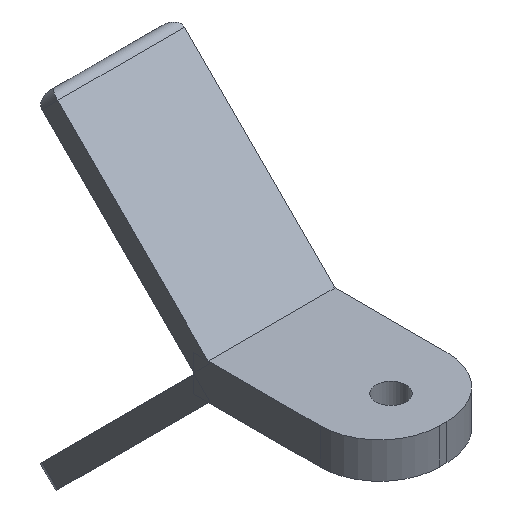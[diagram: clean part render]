
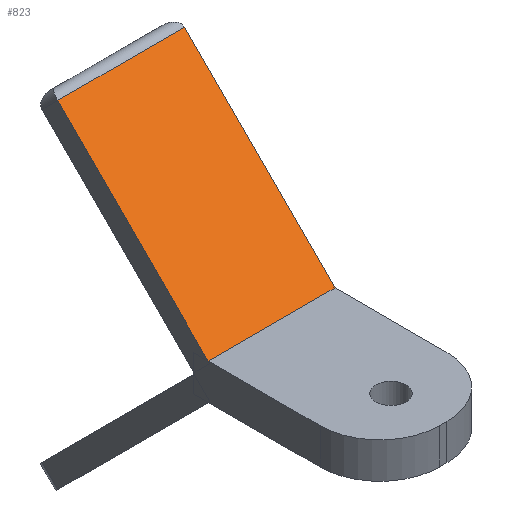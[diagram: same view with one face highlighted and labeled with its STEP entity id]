
A CAD part, isometric view. The second image highlights one B-rep face of the part: STEP entity #823.
In plain terms, the highlighted planar face has unit normal (0, -0.707, 0.707).
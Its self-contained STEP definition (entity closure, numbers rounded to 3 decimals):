
#24 = VERTEX_POINT('',#25);
#25 = CARTESIAN_POINT('',(0.,23.,4.8));
#44 = PLANE('',#45);
#45 = AXIS2_PLACEMENT_3D('',#46,#47,#48);
#46 = CARTESIAN_POINT('',(0.,0.,4.8));
#47 = DIRECTION('',(0.,0.,1.));
#48 = DIRECTION('',(1.,0.,0.));
#376 = VERTEX_POINT('',#377);
#377 = CARTESIAN_POINT('',(17.,23.,4.8));
#403 = EDGE_CURVE('',#376,#24,#404,.T.);
#404 = SURFACE_CURVE('',#405,(#409,#415),.PCURVE_S1.);
#405 = LINE('',#406,#407);
#406 = CARTESIAN_POINT('',(0.,23.,4.8));
#407 = VECTOR('',#408,1.);
#408 = DIRECTION('',(-1.,0.,0.));
#409 = PCURVE('',#44,#410);
#410 = DEFINITIONAL_REPRESENTATION('',(#411),#414);
#411 = B_SPLINE_CURVE_WITH_KNOTS('',1,(#412,#413),.UNSPECIFIED.,.F.,.F.,
  (2,2),(-17.,0.),.PIECEWISE_BEZIER_KNOTS.);
#412 = CARTESIAN_POINT('',(17.,23.));
#413 = CARTESIAN_POINT('',(0.,23.));
#414 = ( GEOMETRIC_REPRESENTATION_CONTEXT(2) 
PARAMETRIC_REPRESENTATION_CONTEXT() REPRESENTATION_CONTEXT('2D SPACE',''
  ) );
#415 = PCURVE('',#416,#421);
#416 = PLANE('',#417);
#417 = AXIS2_PLACEMENT_3D('',#418,#419,#420);
#418 = CARTESIAN_POINT('',(0.,22.8,4.6));
#419 = DIRECTION('',(0.,0.707,-0.707));
#420 = DIRECTION('',(0.,0.707,0.707));
#421 = DEFINITIONAL_REPRESENTATION('',(#422),#425);
#422 = B_SPLINE_CURVE_WITH_KNOTS('',1,(#423,#424),.UNSPECIFIED.,.F.,.F.,
  (2,2),(-17.,0.),.PIECEWISE_BEZIER_KNOTS.);
#423 = CARTESIAN_POINT('',(0.283,17.));
#424 = CARTESIAN_POINT('',(0.283,0.));
#425 = ( GEOMETRIC_REPRESENTATION_CONTEXT(2) 
PARAMETRIC_REPRESENTATION_CONTEXT() REPRESENTATION_CONTEXT('2D SPACE',''
  ) );
#477 = PLANE('',#478);
#478 = AXIS2_PLACEMENT_3D('',#479,#480,#481);
#479 = CARTESIAN_POINT('',(0.,22.8,4.6));
#480 = DIRECTION('',(1.,0.,0.));
#481 = DIRECTION('',(0.,0.707,0.707));
#823 = ADVANCED_FACE('',(#824),#416,.F.);
#824 = FACE_BOUND('',#825,.F.);
#825 = EDGE_LOOP('',(#826,#854,#855,#878));
#826 = ORIENTED_EDGE('',*,*,#827,.F.);
#827 = EDGE_CURVE('',#376,#828,#830,.T.);
#828 = VERTEX_POINT('',#829);
#829 = CARTESIAN_POINT('',(17.,43.165,24.965));
#830 = SURFACE_CURVE('',#831,(#835,#842),.PCURVE_S1.);
#831 = LINE('',#832,#833);
#832 = CARTESIAN_POINT('',(17.,22.8,4.6));
#833 = VECTOR('',#834,1.);
#834 = DIRECTION('',(0.,0.707,0.707));
#835 = PCURVE('',#416,#836);
#836 = DEFINITIONAL_REPRESENTATION('',(#837),#841);
#837 = LINE('',#838,#839);
#838 = CARTESIAN_POINT('',(0.,17.));
#839 = VECTOR('',#840,1.);
#840 = DIRECTION('',(1.,0.));
#841 = ( GEOMETRIC_REPRESENTATION_CONTEXT(2) 
PARAMETRIC_REPRESENTATION_CONTEXT() REPRESENTATION_CONTEXT('2D SPACE',''
  ) );
#842 = PCURVE('',#843,#848);
#843 = PLANE('',#844);
#844 = AXIS2_PLACEMENT_3D('',#845,#846,#847);
#845 = CARTESIAN_POINT('',(17.,22.8,4.6));
#846 = DIRECTION('',(1.,0.,0.));
#847 = DIRECTION('',(0.,0.707,0.707));
#848 = DEFINITIONAL_REPRESENTATION('',(#849),#853);
#849 = LINE('',#850,#851);
#850 = CARTESIAN_POINT('',(0.,0.));
#851 = VECTOR('',#852,1.);
#852 = DIRECTION('',(1.,0.));
#853 = ( GEOMETRIC_REPRESENTATION_CONTEXT(2) 
PARAMETRIC_REPRESENTATION_CONTEXT() REPRESENTATION_CONTEXT('2D SPACE',''
  ) );
#854 = ORIENTED_EDGE('',*,*,#403,.T.);
#855 = ORIENTED_EDGE('',*,*,#856,.T.);
#856 = EDGE_CURVE('',#24,#857,#859,.T.);
#857 = VERTEX_POINT('',#858);
#858 = CARTESIAN_POINT('',(0.,43.165,
    24.965));
#859 = SURFACE_CURVE('',#860,(#864,#871),.PCURVE_S1.);
#860 = LINE('',#861,#862);
#861 = CARTESIAN_POINT('',(0.,22.8,4.6));
#862 = VECTOR('',#863,1.);
#863 = DIRECTION('',(0.,0.707,0.707));
#864 = PCURVE('',#416,#865);
#865 = DEFINITIONAL_REPRESENTATION('',(#866),#870);
#866 = LINE('',#867,#868);
#867 = CARTESIAN_POINT('',(0.,0.));
#868 = VECTOR('',#869,1.);
#869 = DIRECTION('',(1.,0.));
#870 = ( GEOMETRIC_REPRESENTATION_CONTEXT(2) 
PARAMETRIC_REPRESENTATION_CONTEXT() REPRESENTATION_CONTEXT('2D SPACE',''
  ) );
#871 = PCURVE('',#477,#872);
#872 = DEFINITIONAL_REPRESENTATION('',(#873),#877);
#873 = LINE('',#874,#875);
#874 = CARTESIAN_POINT('',(0.,0.));
#875 = VECTOR('',#876,1.);
#876 = DIRECTION('',(1.,0.));
#877 = ( GEOMETRIC_REPRESENTATION_CONTEXT(2) 
PARAMETRIC_REPRESENTATION_CONTEXT() REPRESENTATION_CONTEXT('2D SPACE',''
  ) );
#878 = ORIENTED_EDGE('',*,*,#879,.T.);
#879 = EDGE_CURVE('',#857,#828,#880,.T.);
#880 = SURFACE_CURVE('',#881,(#885,#892),.PCURVE_S1.);
#881 = LINE('',#882,#883);
#882 = CARTESIAN_POINT('',(0.,43.165,24.965));
#883 = VECTOR('',#884,1.);
#884 = DIRECTION('',(1.,0.,0.));
#885 = PCURVE('',#416,#886);
#886 = DEFINITIONAL_REPRESENTATION('',(#887),#891);
#887 = LINE('',#888,#889);
#888 = CARTESIAN_POINT('',(28.8,0.));
#889 = VECTOR('',#890,1.);
#890 = DIRECTION('',(0.,1.));
#891 = ( GEOMETRIC_REPRESENTATION_CONTEXT(2) 
PARAMETRIC_REPRESENTATION_CONTEXT() REPRESENTATION_CONTEXT('2D SPACE',''
  ) );
#892 = PCURVE('',#893,#898);
#893 = CYLINDRICAL_SURFACE('',#894,1.2);
#894 = AXIS2_PLACEMENT_3D('',#895,#896,#897);
#895 = CARTESIAN_POINT('',(0.,44.013,24.116));
#896 = DIRECTION('',(1.,0.,0.));
#897 = DIRECTION('',(0.,-0.707,0.707));
#898 = DEFINITIONAL_REPRESENTATION('',(#899),#903);
#899 = LINE('',#900,#901);
#900 = CARTESIAN_POINT('',(-0.,0.));
#901 = VECTOR('',#902,1.);
#902 = DIRECTION('',(-0.,1.));
#903 = ( GEOMETRIC_REPRESENTATION_CONTEXT(2) 
PARAMETRIC_REPRESENTATION_CONTEXT() REPRESENTATION_CONTEXT('2D SPACE',''
  ) );
